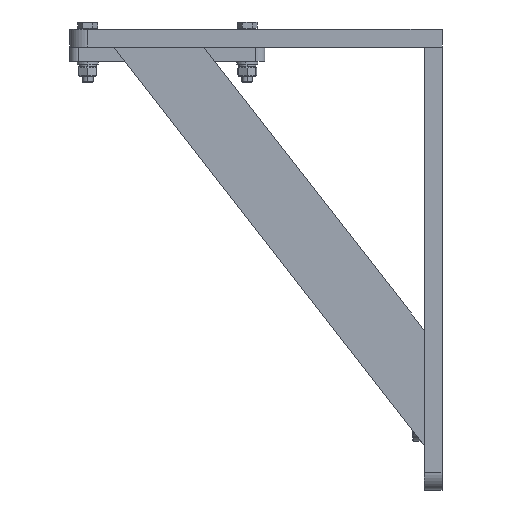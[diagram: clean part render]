
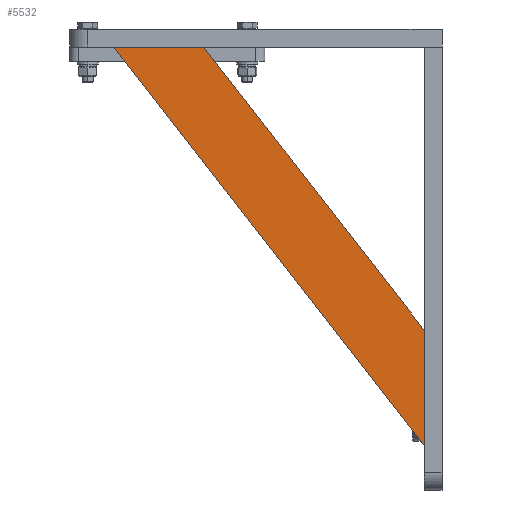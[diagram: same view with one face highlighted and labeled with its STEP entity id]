
A CAD part, left-side view. The second image highlights one B-rep face of the part: STEP entity #5532.
In plain terms, the highlighted planar face has unit normal (-1, 0, 0).
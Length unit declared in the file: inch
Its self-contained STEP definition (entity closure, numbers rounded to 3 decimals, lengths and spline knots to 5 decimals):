
#78 = EDGE_CURVE ( 'NONE', #9526, #4631, #10340, .T. ) ;
#246 = CARTESIAN_POINT ( 'NONE',  ( -4.33071, 0.3937, -6.68211 ) ) ;
#753 = VECTOR ( 'NONE', #3613, 39.37008 ) ;
#1164 = EDGE_CURVE ( 'NONE', #4631, #10774, #1982, .T. ) ;
#1169 = VECTOR ( 'NONE', #6244, 39.37008 ) ;
#1982 = LINE ( 'NONE', #9454, #8258 ) ;
#2167 = ORIENTED_EDGE ( 'NONE', *, *, #3529, .F. ) ;
#2363 = AXIS2_PLACEMENT_3D ( 'NONE', #7494, #10822, #4035 ) ;
#2383 = DIRECTION ( 'NONE',  ( 0., -1., 0. ) ) ;
#3345 = ORIENTED_EDGE ( 'NONE', *, *, #78, .F. ) ;
#3378 = PLANE ( 'NONE',  #2363 ) ;
#3522 = CARTESIAN_POINT ( 'NONE',  ( -4.33071, 7.29082, -0.3937 ) ) ;
#3529 = EDGE_CURVE ( 'NONE', #10774, #8827, #3716, .T. ) ;
#3541 = DIRECTION ( 'NONE',  ( 0., 0., -1. ) ) ;
#3613 = DIRECTION ( 'NONE',  ( 0., -0.615, -0.789 ) ) ;
#3716 = LINE ( 'NONE', #8754, #1169 ) ;
#4035 = DIRECTION ( 'NONE',  ( 0., 0., -1. ) ) ;
#4317 = EDGE_LOOP ( 'NONE', ( #10471, #3345, #10162, #2167 ) ) ;
#4473 = EDGE_CURVE ( 'NONE', #8827, #9526, #7387, .T. ) ;
#4524 = CARTESIAN_POINT ( 'NONE',  ( -4.33071, 0.3937, -6.68211 ) ) ;
#4631 = VERTEX_POINT ( 'NONE', #4524 ) ;
#5532 = ADVANCED_FACE ( 'NONE', ( #8194 ), #3378, .F. ) ;
#6244 = DIRECTION ( 'NONE',  ( 0., 0.615, 0.789 ) ) ;
#7255 = VECTOR ( 'NONE', #2383, 39.37008 ) ;
#7343 = CARTESIAN_POINT ( 'NONE',  ( -4.33071, 0.3937, -9.24405 ) ) ;
#7387 = LINE ( 'NONE', #9893, #7255 ) ;
#7494 = CARTESIAN_POINT ( 'NONE',  ( -4.33071, 0., 0. ) ) ;
#8194 = FACE_OUTER_BOUND ( 'NONE', #4317, .T. ) ;
#8209 = CARTESIAN_POINT ( 'NONE',  ( -4.33071, 5.29429, -0.3937 ) ) ;
#8258 = VECTOR ( 'NONE', #3541, 39.37008 ) ;
#8754 = CARTESIAN_POINT ( 'NONE',  ( -4.33071, 7.29082, -0.3937 ) ) ;
#8827 = VERTEX_POINT ( 'NONE', #3522 ) ;
#9454 = CARTESIAN_POINT ( 'NONE',  ( -4.33071, 0.3937, -9.24405 ) ) ;
#9526 = VERTEX_POINT ( 'NONE', #8209 ) ;
#9893 = CARTESIAN_POINT ( 'NONE',  ( -4.33071, 5.29429, -0.3937 ) ) ;
#10162 = ORIENTED_EDGE ( 'NONE', *, *, #4473, .F. ) ;
#10340 = LINE ( 'NONE', #246, #753 ) ;
#10471 = ORIENTED_EDGE ( 'NONE', *, *, #1164, .F. ) ;
#10774 = VERTEX_POINT ( 'NONE', #7343 ) ;
#10822 = DIRECTION ( 'NONE',  ( 1., 0., 0. ) ) ;
